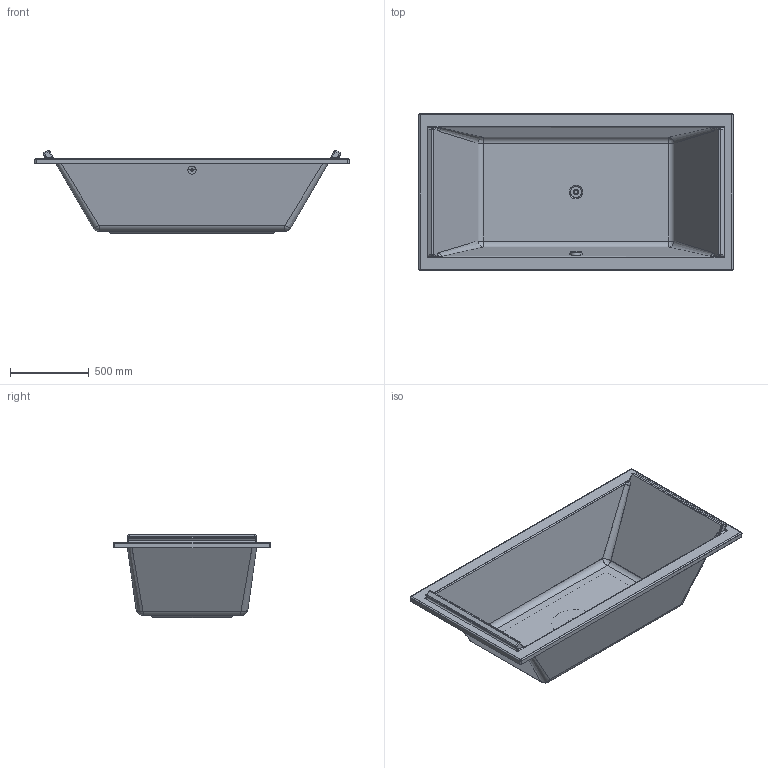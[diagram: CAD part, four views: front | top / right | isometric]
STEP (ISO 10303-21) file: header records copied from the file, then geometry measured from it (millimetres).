
FILE_DESCRIPTION((''),'2;1');
FILE_NAME('700341.stp','2013-06-28T09:02:35',('Administrator'),(''),'Autodesk Inventor 2011','Autodesk Inventor 2011','');
FILE_SCHEMA(('CONFIG_CONTROL_DESIGN'));
Length unit declared in the file: millimetre
Products named in the file (4): 700341; Stopfen; Verschluss_Ueberlauf
Assembly tree (3 placements, depth 2):
  700341
    700341
    Stopfen
    Verschluss_Ueberlauf
Bounding box: 2000 x 1000 x 532.07 mm (x, y, z)
Volume: 26127917.2 mm3; surface area: 8715548.8 mm2
Topology: 4 solids, 4 shells, 371 faces, 927 edges, 536 vertices
Faces by surface type: plane 135, cylinder 120, bspline 84, sphere 21, cone 6, torus 5
Full cylindrical faces by diameter (mm): 9.2 x1, 13 x1, 14.5 x1, 24 x1, 29.2 x1, 32 x2, 52 x2, 72 x1
Entity records: 31425 total; most frequent: CARTESIAN_POINT 22664, ORIENTED_EDGE 1748, DIRECTION 1659, EDGE_CURVE 874, AXIS2_PLACEMENT_3D 622, VERTEX_POINT 522, VECTOR 415, LINE 415
